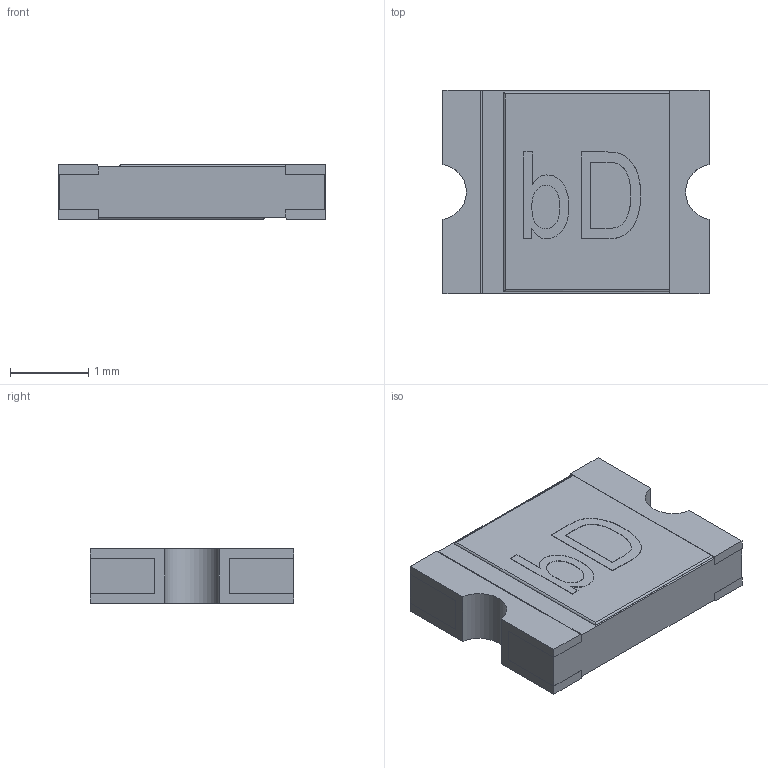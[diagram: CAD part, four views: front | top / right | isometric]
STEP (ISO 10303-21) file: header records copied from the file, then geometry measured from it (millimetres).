
FILE_DESCRIPTION(('FreeCAD Model'),'2;1');
FILE_NAME('0ZCH0010FF2E.step','2020-07-08T18:24:41',('Author'),(''), 'Open CASCADE STEP processor 7.3','FreeCAD','Unknown');
FILE_SCHEMA(('AUTOMOTIVE_DESIGN { 1 0 10303 214 1 1 1 1 }'));
Length unit declared in the file: millimetre
Products named in the file (1): 0ZCH0010FF2E
Bounding box: 3.4 x 2.6 x 0.71 mm (x, y, z)
Volume: 5.9 mm3; surface area: 26 mm2
Topology: 1 solids, 1 shells, 150 faces, 416 edges, 276 vertices
Faces by surface type: plane 78, extrusion 62, cylinder 10
Entity records: 11375 total; most frequent: CARTESIAN_POINT 2407, DIRECTION 1240, VECTOR 1026, LINE 964, ORIENTED_EDGE 832, PCURVE 832, DEFINITIONAL_REPRESENTATION 832, EDGE_CURVE 416
